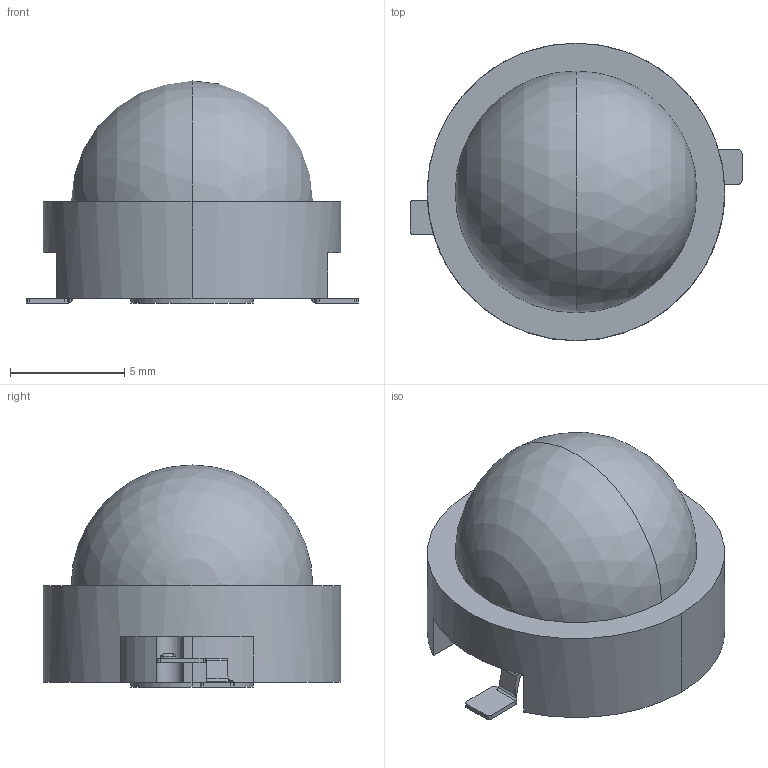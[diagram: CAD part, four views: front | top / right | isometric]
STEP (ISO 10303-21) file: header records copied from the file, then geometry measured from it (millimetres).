
FILE_DESCRIPTION (( 'STEP AP203' ), '1' );
FILE_NAME ('Lumex_Lente.STEP', '2024-06-30T21:04:39', ( '' ), ( '' ), 'SwSTEP 2.0', 'SolidWorks 2022', '' );
FILE_SCHEMA (( 'CONFIG_CONTROL_DESIGN' ));
Length unit declared in the file: millimetre
Products named in the file (7): lente; 2.step; Lumex_-_SML-LXL8047USBCTR3.step; Lumex_Lente; 3.step; 1.step; Lumex Logo.step
Assembly tree (6 placements, depth 3):
  Lumex_Lente
    Lumex_-_SML-LXL8047USBCTR3.step
      1.step
      2.step
      3.step
      Lumex Logo.step
    lente
Bounding box: 14.5 x 13 x 9.7 mm (x, y, z)
Volume: 478.1 mm3; surface area: 900.6 mm2
Topology: 24 solids, 24 shells, 279 faces, 690 edges, 455 vertices
Faces by surface type: plane 193, cylinder 69, bspline 9, torus 4, sphere 4
Entity records: 9317 total; most frequent: CARTESIAN_POINT 2059, ORIENTED_EDGE 1358, DIRECTION 1317, EDGE_CURVE 679, VECTOR 483, LINE 483, VERTEX_POINT 451, AXIS2_PLACEMENT_3D 417
